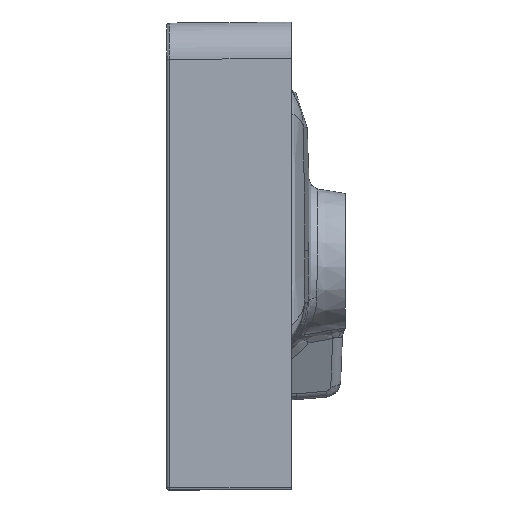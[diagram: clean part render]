
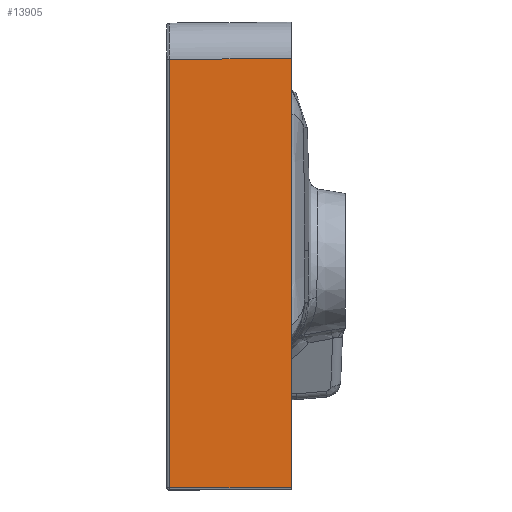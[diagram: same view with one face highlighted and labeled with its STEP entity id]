
A CAD part, left-side view. The second image highlights one B-rep face of the part: STEP entity #13905.
In plain terms, the highlighted planar face has unit normal (-1, 0.009, 0).
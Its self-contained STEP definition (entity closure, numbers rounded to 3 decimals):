
#462 = CARTESIAN_POINT ( 'NONE',  ( -300., -120., -228. ) ) ;
#614 = AXIS2_PLACEMENT_3D ( 'NONE', #15184, #2368, #8074 ) ;
#755 = EDGE_CURVE ( 'NONE', #16138, #3770, #5884, .T. ) ;
#1774 = EDGE_CURVE ( 'NONE', #15895, #16138, #2170, .T. ) ;
#2170 = LINE ( 'NONE', #7868, #11988 ) ;
#2368 = DIRECTION ( 'NONE',  ( -1., 0.009, 0. ) ) ;
#2899 = ORIENTED_EDGE ( 'NONE', *, *, #10947, .T. ) ;
#3769 = FACE_OUTER_BOUND ( 'NONE', #18469, .T. ) ;
#3770 = VERTEX_POINT ( 'NONE', #9654 ) ;
#4192 = CARTESIAN_POINT ( 'NONE',  ( -298.979, -2.974, -228. ) ) ;
#5061 = DIRECTION ( 'NONE',  ( 0., 0., -1. ) ) ;
#5372 = CARTESIAN_POINT ( 'NONE',  ( -298.979, -2.974, 183.98 ) ) ;
#5416 = VECTOR ( 'NONE', #17295, 1000. ) ;
#5884 = LINE ( 'NONE', #11586, #5416 ) ;
#5968 = VERTEX_POINT ( 'NONE', #5372 ) ;
#7868 = CARTESIAN_POINT ( 'NONE',  ( -300., -120., -228. ) ) ;
#8032 = VECTOR ( 'NONE', #5061, 1000. ) ;
#8074 = DIRECTION ( 'NONE',  ( -0.009, -1., 0. ) ) ;
#8088 = ORIENTED_EDGE ( 'NONE', *, *, #1774, .T. ) ;
#8259 = ORIENTED_EDGE ( 'NONE', *, *, #18208, .T. ) ;
#8605 = CARTESIAN_POINT ( 'NONE',  ( -299.986, -118.386, 184.987 ) ) ;
#9466 = PLANE ( 'NONE',  #614 ) ;
#9654 = CARTESIAN_POINT ( 'NONE',  ( -300., -120., 185.001 ) ) ;
#10947 = EDGE_CURVE ( 'NONE', #5968, #15895, #12169, .T. ) ;
#11586 = CARTESIAN_POINT ( 'NONE',  ( -300., -120., 0. ) ) ;
#11988 = VECTOR ( 'NONE', #13583, 1000. ) ;
#12169 = LINE ( 'NONE', #17874, #8032 ) ;
#13583 = DIRECTION ( 'NONE',  ( -0.009, -1., 0. ) ) ;
#13905 = ADVANCED_FACE ( 'NONE', ( #3769 ), #9466, .T. ) ;
#14319 = DIRECTION ( 'NONE',  ( 0.009, 1., -0.009 ) ) ;
#14612 = ORIENTED_EDGE ( 'NONE', *, *, #755, .T. ) ;
#14866 = VECTOR ( 'NONE', #14319, 1000. ) ;
#15184 = CARTESIAN_POINT ( 'NONE',  ( -300., -120., 0. ) ) ;
#15895 = VERTEX_POINT ( 'NONE', #4192 ) ;
#16138 = VERTEX_POINT ( 'NONE', #462 ) ;
#17115 = LINE ( 'NONE', #8605, #14866 ) ;
#17295 = DIRECTION ( 'NONE',  ( 0., 0., 1. ) ) ;
#17874 = CARTESIAN_POINT ( 'NONE',  ( -298.979, -2.974, 0. ) ) ;
#18208 = EDGE_CURVE ( 'NONE', #3770, #5968, #17115, .T. ) ;
#18469 = EDGE_LOOP ( 'NONE', ( #2899, #8088, #14612, #8259 ) ) ;
